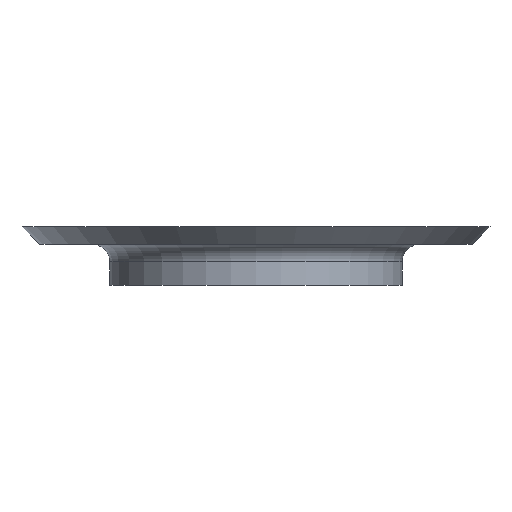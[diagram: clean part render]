
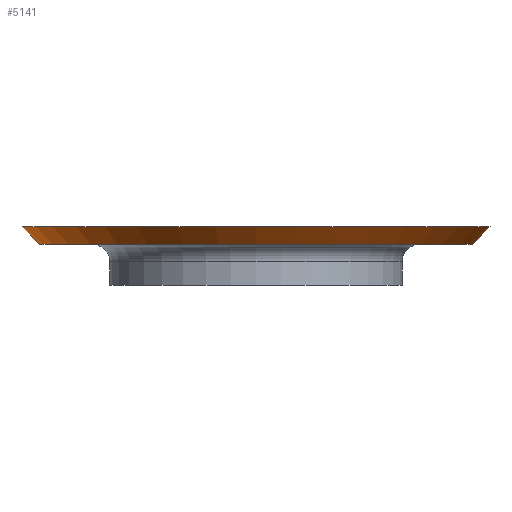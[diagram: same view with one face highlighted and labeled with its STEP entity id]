
A CAD part, front view. The second image highlights one B-rep face of the part: STEP entity #5141.
In plain terms, the highlighted conical face has half-angle 45 degrees and reference radius 38.5 mm.
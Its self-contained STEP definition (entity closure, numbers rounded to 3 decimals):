
#476=FACE_OUTER_BOUND('',#749,.T.);
#749=EDGE_LOOP('',(#3479,#3480,#3481,#3482));
#1205=LINE('',#7842,#1389);
#1389=VECTOR('',#6225,38.5);
#1579=CIRCLE('',#5456,37.);
#1580=CIRCLE('',#5457,40.);
#2113=VERTEX_POINT('',#7839);
#2114=VERTEX_POINT('',#7841);
#2658=EDGE_CURVE('',#2113,#2113,#1579,.T.);
#2659=EDGE_CURVE('',#2113,#2114,#1205,.T.);
#2660=EDGE_CURVE('',#2114,#2114,#1580,.T.);
#3479=ORIENTED_EDGE('',*,*,#2658,.T.);
#3480=ORIENTED_EDGE('',*,*,#2659,.T.);
#3481=ORIENTED_EDGE('',*,*,#2660,.T.);
#3482=ORIENTED_EDGE('',*,*,#2659,.F.);
#5043=CONICAL_SURFACE('',#5455,38.5,0.785);
#5141=ADVANCED_FACE('',(#476),#5043,.T.);
#5455=AXIS2_PLACEMENT_3D('',#7838,#6221,#6222);
#5456=AXIS2_PLACEMENT_3D('',#7840,#6223,#6224);
#5457=AXIS2_PLACEMENT_3D('',#7843,#6226,#6227);
#6221=DIRECTION('center_axis',(0.,0.,1.));
#6222=DIRECTION('ref_axis',(-1.,0.,0.));
#6223=DIRECTION('center_axis',(0.,0.,1.));
#6224=DIRECTION('ref_axis',(-1.,0.,0.));
#6225=DIRECTION('',(0.707,0.,0.707));
#6226=DIRECTION('center_axis',(0.,0.,-1.));
#6227=DIRECTION('ref_axis',(-1.,0.,0.));
#7838=CARTESIAN_POINT('Origin',(0.,0.,8.5));
#7839=CARTESIAN_POINT('',(37.,0.,7.));
#7840=CARTESIAN_POINT('Origin',(0.,0.,7.));
#7841=CARTESIAN_POINT('',(40.,0.,10.));
#7842=CARTESIAN_POINT('',(38.5,0.,8.5));
#7843=CARTESIAN_POINT('Origin',(0.,0.,10.));
